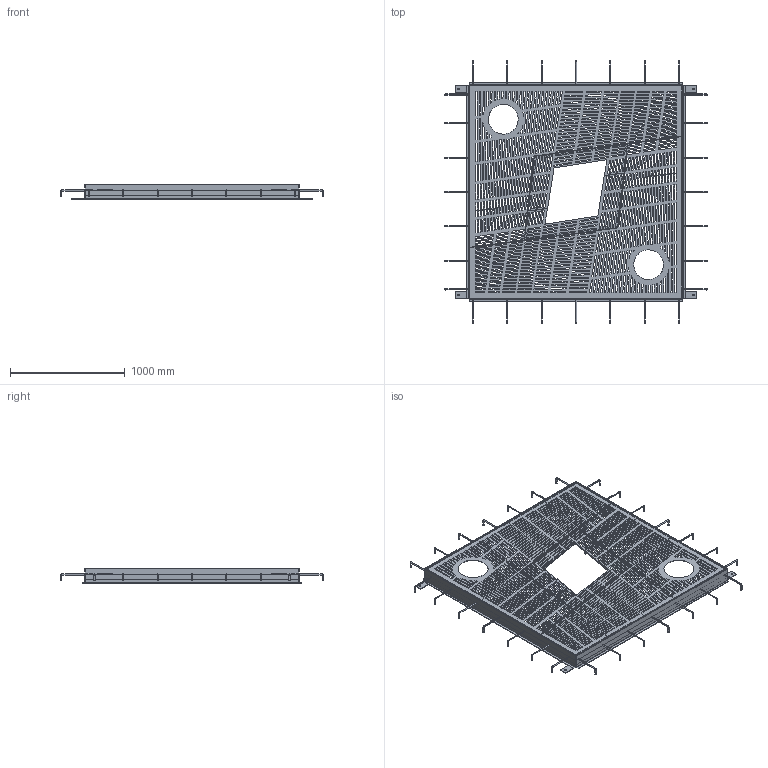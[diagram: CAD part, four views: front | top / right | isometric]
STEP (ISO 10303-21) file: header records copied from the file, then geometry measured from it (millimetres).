
FILE_DESCRIPTION(/* description */ (''),/* implementation_level */ '2;1');
FILE_NAME(/* name */ 'PRK07-A_UAP_PARKLAND_TreeGrate_3D',/* time_stamp */ '2018-01-24T17:32:18-05:00',/* author */ (''),/* organization */ (''),/* preprocessor_version */ 'ST-DEVELOPER v15',/* originating_system */ '',/* authorisation */ '');
FILE_SCHEMA (('AUTOMOTIVE_DESIGN'));
Products named in the file (1): Document
Bounding box: 2291.99 x 2291.99 x 125 mm (x, y, z)
Volume: 19444023.3 mm3; surface area: 11338159.2 mm2
Topology: 136 solids, 156 shells, 4079 faces, 11001 edges, 7224 vertices
Faces by surface type: plane 3262, bspline 817
Entity records: 129382 total; most frequent: CARTESIAN_POINT 53892, ORIENTED_EDGE 21858, EDGE_CURVE 11001, B_SPLINE_CURVE_WITH_KNOTS 8744, VERTEX_POINT 7224, EDGE_LOOP 5513, ADVANCED_FACE 4079, FACE_OUTER_BOUND 4079
